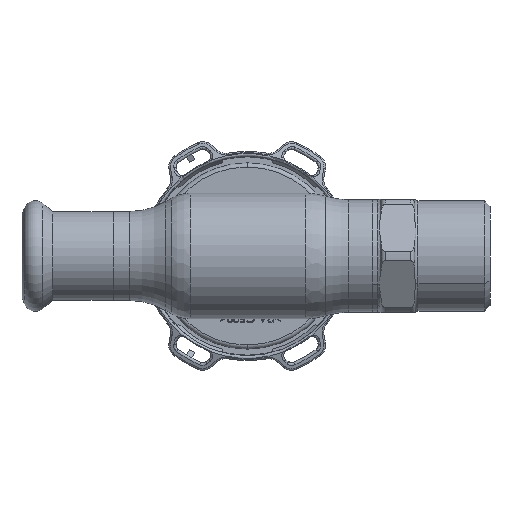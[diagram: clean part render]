
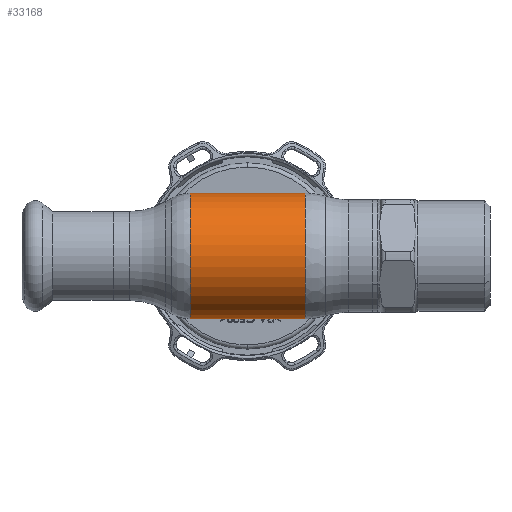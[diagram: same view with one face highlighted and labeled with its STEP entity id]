
A CAD part, front view. The second image highlights one B-rep face of the part: STEP entity #33168.
In plain terms, the highlighted cylindrical face has radius 15 mm (diameter 30 mm), a partial arc.
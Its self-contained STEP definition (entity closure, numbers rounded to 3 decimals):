
#152 = CYLINDRICAL_SURFACE ( 'NONE', #18106, 15. ) ;
#2969 = CARTESIAN_POINT ( 'NONE',  ( -62.69, 0., 0. ) ) ;
#3729 = EDGE_CURVE ( 'NONE', #13608, #23187, #3913, .T. ) ;
#3913 = LINE ( 'NONE', #35648, #11984 ) ;
#4763 = CARTESIAN_POINT ( 'NONE',  ( 13.909, 0., 15. ) ) ;
#5422 = DIRECTION ( 'NONE',  ( 0., 0., 1. ) ) ;
#5746 = CIRCLE ( 'NONE', #36513, 15. ) ;
#6258 = EDGE_CURVE ( 'NONE', #13608, #23743, #35103, .T. ) ;
#7004 = DIRECTION ( 'NONE',  ( 0., 0., 1. ) ) ;
#8288 = DIRECTION ( 'NONE',  ( -1., 0., 0. ) ) ;
#8315 = EDGE_CURVE ( 'NONE', #23187, #15533, #5746, .T. ) ;
#10537 = ORIENTED_EDGE ( 'NONE', *, *, #3729, .F. ) ;
#10989 = CARTESIAN_POINT ( 'NONE',  ( -62.69, 0., 15. ) ) ;
#11006 = EDGE_CURVE ( 'NONE', #23743, #15533, #36845, .T. ) ;
#11984 = VECTOR ( 'NONE', #12808, 1000. ) ;
#12199 = AXIS2_PLACEMENT_3D ( 'NONE', #19495, #13643, #37205 ) ;
#12808 = DIRECTION ( 'NONE',  ( -1., 0., 0. ) ) ;
#12898 = DIRECTION ( 'NONE',  ( -1., 0., 0. ) ) ;
#13100 = CARTESIAN_POINT ( 'NONE',  ( -13.588, 0., -15. ) ) ;
#13188 = CARTESIAN_POINT ( 'NONE',  ( -13.588, 0., 15. ) ) ;
#13608 = VERTEX_POINT ( 'NONE', #33377 ) ;
#13643 = DIRECTION ( 'NONE',  ( -1., 0., 0. ) ) ;
#14599 = ORIENTED_EDGE ( 'NONE', *, *, #6258, .T. ) ;
#15533 = VERTEX_POINT ( 'NONE', #13188 ) ;
#15643 = VECTOR ( 'NONE', #37035, 1000. ) ;
#16097 = ORIENTED_EDGE ( 'NONE', *, *, #11006, .T. ) ;
#16477 = CARTESIAN_POINT ( 'NONE',  ( -13.588, 0., 0. ) ) ;
#18106 = AXIS2_PLACEMENT_3D ( 'NONE', #2969, #8288, #5422 ) ;
#19495 = CARTESIAN_POINT ( 'NONE',  ( 13.909, 0., 0. ) ) ;
#23187 = VERTEX_POINT ( 'NONE', #13100 ) ;
#23743 = VERTEX_POINT ( 'NONE', #4763 ) ;
#28698 = FACE_OUTER_BOUND ( 'NONE', #31744, .T. ) ;
#31744 = EDGE_LOOP ( 'NONE', ( #10537, #14599, #16097, #35977 ) ) ;
#33168 = ADVANCED_FACE ( 'NONE', ( #28698 ), #152, .T. ) ;
#33377 = CARTESIAN_POINT ( 'NONE',  ( 13.909, 0., -15. ) ) ;
#35103 = CIRCLE ( 'NONE', #12199, 15. ) ;
#35648 = CARTESIAN_POINT ( 'NONE',  ( -62.69, 0., -15. ) ) ;
#35977 = ORIENTED_EDGE ( 'NONE', *, *, #8315, .F. ) ;
#36513 = AXIS2_PLACEMENT_3D ( 'NONE', #16477, #12898, #7004 ) ;
#36845 = LINE ( 'NONE', #10989, #15643 ) ;
#37035 = DIRECTION ( 'NONE',  ( -1., 0., 0. ) ) ;
#37205 = DIRECTION ( 'NONE',  ( 0., 0., 1. ) ) ;
